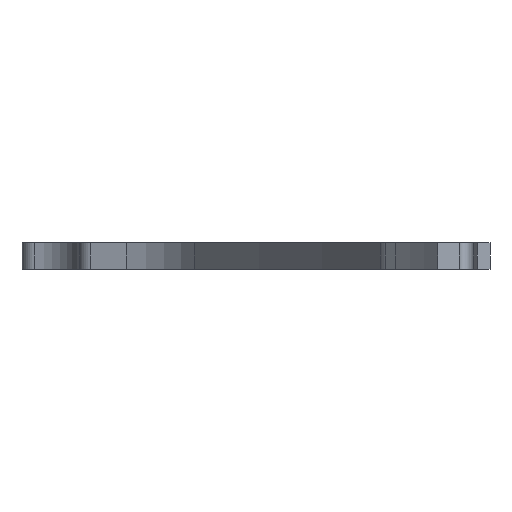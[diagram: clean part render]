
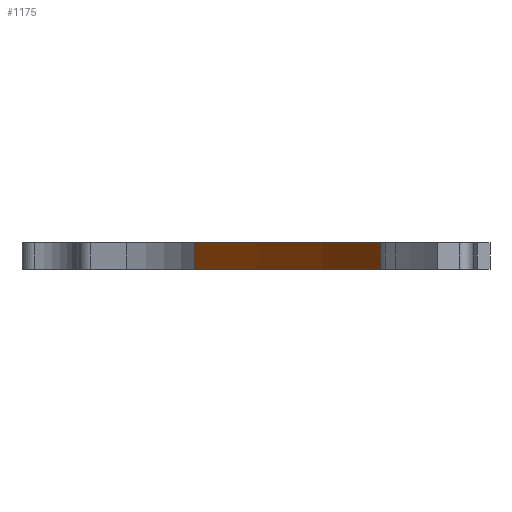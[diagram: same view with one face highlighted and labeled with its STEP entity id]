
A CAD part, left-side view. The second image highlights one B-rep face of the part: STEP entity #1175.
In plain terms, the highlighted cylindrical face has radius 602.556 mm (diameter 1205.11 mm), a partial arc.
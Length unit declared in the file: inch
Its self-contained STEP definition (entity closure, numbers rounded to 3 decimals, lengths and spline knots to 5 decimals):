
#118=FACE_OUTER_BOUND('',#201,.T.);
#201=EDGE_LOOP('',(#1014,#1015,#1016,#1017));
#250=LINE('',#1999,#320);
#281=LINE('',#2088,#351);
#320=VECTOR('',#1631,0.3937);
#351=VECTOR('',#1742,0.3937);
#395=CIRCLE('',#1261,23.72266);
#449=CIRCLE('',#1355,23.72266);
#494=VERTEX_POINT('',#1874);
#495=VERTEX_POINT('',#1876);
#543=VERTEX_POINT('',#1998);
#561=VERTEX_POINT('',#2086);
#622=EDGE_CURVE('',#494,#495,#395,.T.);
#683=EDGE_CURVE('',#543,#494,#250,.T.);
#728=EDGE_CURVE('',#561,#495,#281,.T.);
#729=EDGE_CURVE('',#543,#561,#449,.T.);
#1014=ORIENTED_EDGE('',*,*,#729,.T.);
#1015=ORIENTED_EDGE('',*,*,#728,.T.);
#1016=ORIENTED_EDGE('',*,*,#622,.F.);
#1017=ORIENTED_EDGE('',*,*,#683,.F.);
#1114=CYLINDRICAL_SURFACE('',#1354,23.72266);
#1175=ADVANCED_FACE('',(#118),#1114,.F.);
#1261=AXIS2_PLACEMENT_3D('',#1877,#1504,#1505);
#1354=AXIS2_PLACEMENT_3D('',#2089,#1743,#1744);
#1355=AXIS2_PLACEMENT_3D('',#2090,#1745,#1746);
#1504=DIRECTION('center_axis',(0.,0.,-1.));
#1505=DIRECTION('ref_axis',(-0.513,0.858,0.));
#1631=DIRECTION('',(0.,0.,1.));
#1742=DIRECTION('',(0.,0.,1.));
#1743=DIRECTION('center_axis',(0.,0.,1.));
#1744=DIRECTION('ref_axis',(-0.513,0.858,0.));
#1745=DIRECTION('center_axis',(0.,0.,-1.));
#1746=DIRECTION('ref_axis',(-0.513,0.858,0.));
#1874=CARTESIAN_POINT('',(-1.73059,-1.2348,0.19685));
#1876=CARTESIAN_POINT('',(-3.79142,-2.61928,0.19685));
#1877=CARTESIAN_POINT('Origin',(-15.97189,17.73755,0.19685));
#1998=CARTESIAN_POINT('',(-1.73059,-1.2348,0.));
#1999=CARTESIAN_POINT('',(-1.73059,-1.2348,0.));
#2086=CARTESIAN_POINT('',(-3.79142,-2.61928,0.));
#2088=CARTESIAN_POINT('',(-3.79142,-2.61928,0.));
#2089=CARTESIAN_POINT('Origin',(-15.97189,17.73755,0.));
#2090=CARTESIAN_POINT('Origin',(-15.97189,17.73755,0.));
